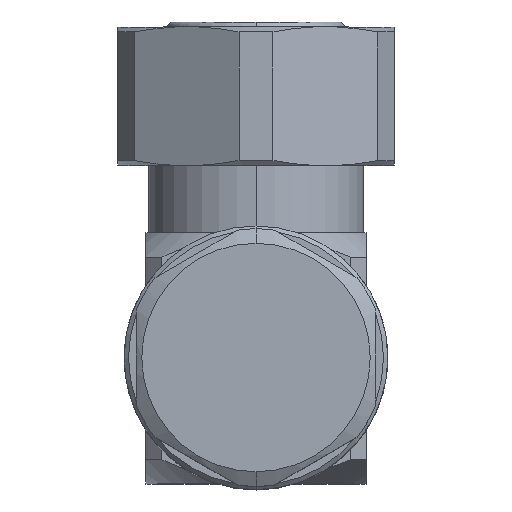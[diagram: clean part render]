
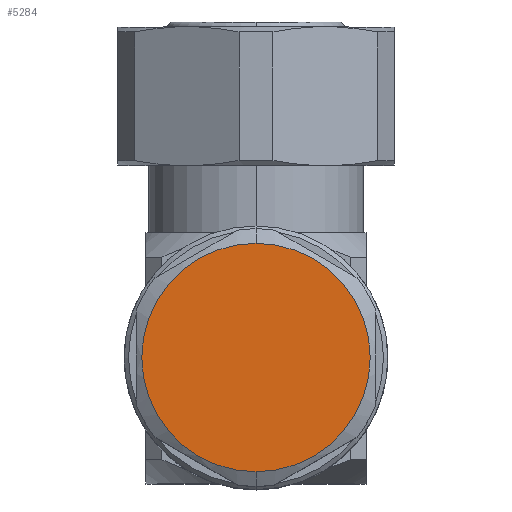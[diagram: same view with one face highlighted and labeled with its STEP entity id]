
A CAD part, top view. The second image highlights one B-rep face of the part: STEP entity #5284.
In plain terms, the highlighted planar face has unit normal (0, 0, 1).
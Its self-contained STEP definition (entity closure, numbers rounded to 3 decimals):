
#2088=CARTESIAN_POINT('',(0.,-8.125,28.45));
#2089=DIRECTION('',(0.,0.,-1.));
#2090=DIRECTION('',(0.,-1.,0.));
#2091=AXIS2_PLACEMENT_3D('',#2088,#2089,#2090);
#2235=CARTESIAN_POINT('',(0.,-8.125,28.45));
#2236=DIRECTION('',(0.,0.,1.));
#2237=DIRECTION('',(0.,-1.,0.));
#2238=AXIS2_PLACEMENT_3D('',#2235,#2236,#2237);
#2439=CARTESIAN_POINT('',(0.,-17.2,28.45));
#2441=VERTEX_POINT('',#2439);
#2459=CARTESIAN_POINT('',(0.,0.95,28.45));
#2461=VERTEX_POINT('',#2459);
#5275=CARTESIAN_POINT('',(0.,-8.125,28.45));
#5276=DIRECTION('',(0.,0.,-1.));
#5277=DIRECTION('',(0.,-1.,0.));
#5278=AXIS2_PLACEMENT_3D('',#5275,#5276,#5277);
#5279=PLANE('',#5278);
#5280=ORIENTED_EDGE('',*,*,#5224,.F.);
#5281=ORIENTED_EDGE('',*,*,#5085,.T.);
#5282=EDGE_LOOP('',(#5280,#5281));
#5283=FACE_OUTER_BOUND('',#5282,.F.);
#2092=CIRCLE('',#2091,9.075);
#2239=CIRCLE('',#2238,9.075);
#5085=EDGE_CURVE('',#2441,#2461,#2092,.T.);
#5224=EDGE_CURVE('',#2441,#2461,#2239,.T.);
#5284=ADVANCED_FACE('',(#5283),#5279,.F.);
